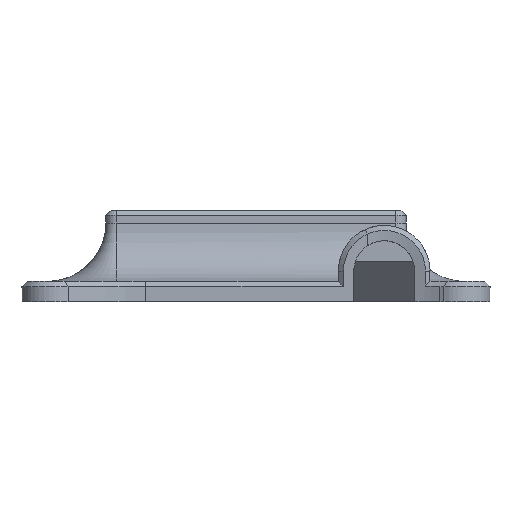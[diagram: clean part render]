
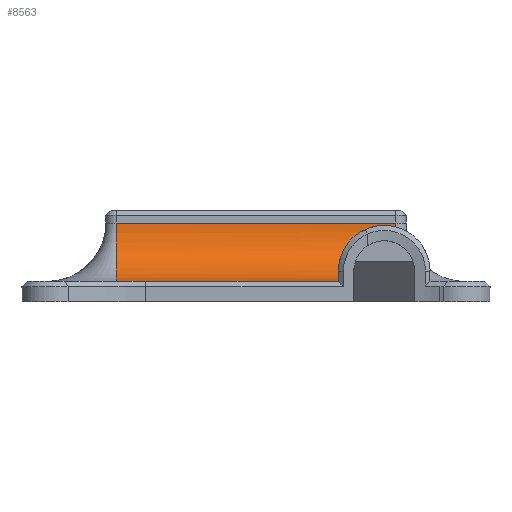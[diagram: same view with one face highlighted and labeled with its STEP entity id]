
A CAD part, left-side view. The second image highlights one B-rep face of the part: STEP entity #8563.
In plain terms, the highlighted cylindrical face has radius 5.74 mm (diameter 11.48 mm), a partial arc.
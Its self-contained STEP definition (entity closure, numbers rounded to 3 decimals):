
#2536 = PLANE('',#2537);
#2537 = AXIS2_PLACEMENT_3D('',#2538,#2539,#2540);
#2538 = CARTESIAN_POINT('',(25.25,18.,8.3));
#2539 = DIRECTION('',(0.,0.,1.));
#2540 = DIRECTION('',(1.,0.,0.));
#6097 = PLANE('',#6098);
#6098 = AXIS2_PLACEMENT_3D('',#6099,#6100,#6101);
#6099 = CARTESIAN_POINT('',(12.577,9.4,8.021));
#6100 = DIRECTION('',(0.5,0.707,0.5));
#6101 = DIRECTION('',(0.707,0.,-0.707
    ));
#6137 = VERTEX_POINT('',#6138);
#6138 = CARTESIAN_POINT('',(12.01,9.604,8.3));
#6159 = EDGE_CURVE('',#6160,#6137,#6162,.T.);
#6160 = VERTEX_POINT('',#6161);
#6161 = CARTESIAN_POINT('',(12.01,31.75,8.3));
#6162 = SURFACE_CURVE('',#6163,(#6167,#6174),.PCURVE_S1.);
#6163 = LINE('',#6164,#6165);
#6164 = CARTESIAN_POINT('',(12.01,31.75,8.3));
#6165 = VECTOR('',#6166,1.);
#6166 = DIRECTION('',(-0.,-1.,-0.));
#6167 = PCURVE('',#2536,#6168);
#6168 = DEFINITIONAL_REPRESENTATION('',(#6169),#6173);
#6169 = LINE('',#6170,#6171);
#6170 = CARTESIAN_POINT('',(-13.24,13.75));
#6171 = VECTOR('',#6172,1.);
#6172 = DIRECTION('',(0.,-1.));
#6173 = ( GEOMETRIC_REPRESENTATION_CONTEXT(2) 
PARAMETRIC_REPRESENTATION_CONTEXT() REPRESENTATION_CONTEXT('2D SPACE',''
  ) );
#6174 = PCURVE('',#6175,#6180);
#6175 = CYLINDRICAL_SURFACE('',#6176,5.74);
#6176 = AXIS2_PLACEMENT_3D('',#6177,#6178,#6179);
#6177 = CARTESIAN_POINT('',(12.01,31.75,14.04));
#6178 = DIRECTION('',(-0.,-1.,-0.));
#6179 = DIRECTION('',(0.,0.,-1.));
#6180 = DEFINITIONAL_REPRESENTATION('',(#6181),#6185);
#6181 = LINE('',#6182,#6183);
#6182 = CARTESIAN_POINT('',(0.,0.));
#6183 = VECTOR('',#6184,1.);
#6184 = DIRECTION('',(0.,1.));
#6185 = ( GEOMETRIC_REPRESENTATION_CONTEXT(2) 
PARAMETRIC_REPRESENTATION_CONTEXT() REPRESENTATION_CONTEXT('2D SPACE',''
  ) );
#6204 = TOROIDAL_SURFACE('',#6205,6.74,5.74);
#6205 = AXIS2_PLACEMENT_3D('',#6206,#6207,#6208);
#6206 = CARTESIAN_POINT('',(18.75,31.75,14.04));
#6207 = DIRECTION('',(-0.,-0.,-1.));
#6208 = DIRECTION('',(0.,1.,0.));
#6616 = TOROIDAL_SURFACE('',#6617,6.74,5.74);
#6617 = AXIS2_PLACEMENT_3D('',#6618,#6619,#6620);
#6618 = CARTESIAN_POINT('',(18.75,4.25,14.04));
#6619 = DIRECTION('',(-0.,-0.,-1.));
#6620 = DIRECTION('',(-1.,0.,0.));
#8487 = EDGE_CURVE('',#8488,#6137,#8490,.T.);
#8488 = VERTEX_POINT('',#8489);
#8489 = CARTESIAN_POINT('',(12.931,8.9,8.374));
#8490 = SURFACE_CURVE('',#8491,(#8496,#8503),.PCURVE_S1.);
#8491 = ELLIPSE('',#8492,8.118,5.74);
#8492 = AXIS2_PLACEMENT_3D('',#8493,#8494,#8495);
#8493 = CARTESIAN_POINT('',(12.01,5.545,14.04));
#8494 = DIRECTION('',(0.5,0.707,0.5));
#8495 = DIRECTION('',(0.5,-0.707,0.5));
#8496 = PCURVE('',#6097,#8497);
#8497 = DEFINITIONAL_REPRESENTATION('',(#8498),#8502);
#8498 = ELLIPSE('',#8499,8.118,5.74);
#8499 = AXIS2_PLACEMENT_2D('',#8500,#8501);
#8500 = CARTESIAN_POINT('',(-4.657,-5.452));
#8501 = DIRECTION('',(0.,-1.));
#8502 = ( GEOMETRIC_REPRESENTATION_CONTEXT(2) 
PARAMETRIC_REPRESENTATION_CONTEXT() REPRESENTATION_CONTEXT('2D SPACE',''
  ) );
#8503 = PCURVE('',#6175,#8504);
#8504 = DEFINITIONAL_REPRESENTATION('',(#8505),#8512);
#8505 = B_SPLINE_CURVE_WITH_KNOTS('',5,(#8506,#8507,#8508,#8509,#8510,
    #8511),.UNSPECIFIED.,.F.,.F.,(6,6),(2.195,2.356),
  .PIECEWISE_BEZIER_KNOTS.);
#8506 = CARTESIAN_POINT('',(0.161,22.85));
#8507 = CARTESIAN_POINT('',(0.129,22.7));
#8508 = CARTESIAN_POINT('',(0.097,22.554));
#8509 = CARTESIAN_POINT('',(0.064,22.413));
#8510 = CARTESIAN_POINT('',(0.032,22.277));
#8511 = CARTESIAN_POINT('',(0.,22.146));
#8512 = ( GEOMETRIC_REPRESENTATION_CONTEXT(2) 
PARAMETRIC_REPRESENTATION_CONTEXT() REPRESENTATION_CONTEXT('2D SPACE',''
  ) );
#8530 = PLANE('',#8531);
#8531 = AXIS2_PLACEMENT_3D('',#8532,#8533,#8534);
#8532 = CARTESIAN_POINT('',(13.776,0.9,7.529));
#8533 = DIRECTION('',(0.707,0.,0.707));
#8534 = DIRECTION('',(-0.707,0.,0.707));
#8563 = ADVANCED_FACE('',(#8564),#6175,.F.);
#8564 = FACE_BOUND('',#8565,.F.);
#8565 = EDGE_LOOP('',(#8566,#8567,#8591,#8619,#8643,#8664));
#8566 = ORIENTED_EDGE('',*,*,#6159,.F.);
#8567 = ORIENTED_EDGE('',*,*,#8568,.T.);
#8568 = EDGE_CURVE('',#6160,#8569,#8571,.T.);
#8569 = VERTEX_POINT('',#8570);
#8570 = CARTESIAN_POINT('',(17.75,31.75,14.04));
#8571 = SURFACE_CURVE('',#8572,(#8577,#8584),.PCURVE_S1.);
#8572 = CIRCLE('',#8573,5.74);
#8573 = AXIS2_PLACEMENT_3D('',#8574,#8575,#8576);
#8574 = CARTESIAN_POINT('',(12.01,31.75,14.04));
#8575 = DIRECTION('',(0.,-1.,-0.));
#8576 = DIRECTION('',(-1.,0.,0.));
#8577 = PCURVE('',#6175,#8578);
#8578 = DEFINITIONAL_REPRESENTATION('',(#8579),#8583);
#8579 = LINE('',#8580,#8581);
#8580 = CARTESIAN_POINT('',(-1.571,0.));
#8581 = VECTOR('',#8582,1.);
#8582 = DIRECTION('',(1.,0.));
#8583 = ( GEOMETRIC_REPRESENTATION_CONTEXT(2) 
PARAMETRIC_REPRESENTATION_CONTEXT() REPRESENTATION_CONTEXT('2D SPACE',''
  ) );
#8584 = PCURVE('',#6204,#8585);
#8585 = DEFINITIONAL_REPRESENTATION('',(#8586),#8590);
#8586 = LINE('',#8587,#8588);
#8587 = CARTESIAN_POINT('',(-1.571,0.));
#8588 = VECTOR('',#8589,1.);
#8589 = DIRECTION('',(-0.,1.));
#8590 = ( GEOMETRIC_REPRESENTATION_CONTEXT(2) 
PARAMETRIC_REPRESENTATION_CONTEXT() REPRESENTATION_CONTEXT('2D SPACE',''
  ) );
#8591 = ORIENTED_EDGE('',*,*,#8592,.T.);
#8592 = EDGE_CURVE('',#8569,#8593,#8595,.T.);
#8593 = VERTEX_POINT('',#8594);
#8594 = CARTESIAN_POINT('',(17.75,4.25,14.04));
#8595 = SURFACE_CURVE('',#8596,(#8600,#8607),.PCURVE_S1.);
#8596 = LINE('',#8597,#8598);
#8597 = CARTESIAN_POINT('',(17.75,31.75,14.04));
#8598 = VECTOR('',#8599,1.);
#8599 = DIRECTION('',(-0.,-1.,-0.));
#8600 = PCURVE('',#6175,#8601);
#8601 = DEFINITIONAL_REPRESENTATION('',(#8602),#8606);
#8602 = LINE('',#8603,#8604);
#8603 = CARTESIAN_POINT('',(1.571,0.));
#8604 = VECTOR('',#8605,1.);
#8605 = DIRECTION('',(0.,1.));
#8606 = ( GEOMETRIC_REPRESENTATION_CONTEXT(2) 
PARAMETRIC_REPRESENTATION_CONTEXT() REPRESENTATION_CONTEXT('2D SPACE',''
  ) );
#8607 = PCURVE('',#8608,#8613);
#8608 = PLANE('',#8609);
#8609 = AXIS2_PLACEMENT_3D('',#8610,#8611,#8612);
#8610 = CARTESIAN_POINT('',(17.75,3.25,8.3));
#8611 = DIRECTION('',(-1.,0.,0.));
#8612 = DIRECTION('',(0.,1.,0.));
#8613 = DEFINITIONAL_REPRESENTATION('',(#8614),#8618);
#8614 = LINE('',#8615,#8616);
#8615 = CARTESIAN_POINT('',(28.5,-5.74));
#8616 = VECTOR('',#8617,1.);
#8617 = DIRECTION('',(-1.,0.));
#8618 = ( GEOMETRIC_REPRESENTATION_CONTEXT(2) 
PARAMETRIC_REPRESENTATION_CONTEXT() REPRESENTATION_CONTEXT('2D SPACE',''
  ) );
#8619 = ORIENTED_EDGE('',*,*,#8620,.F.);
#8620 = EDGE_CURVE('',#8621,#8593,#8623,.T.);
#8621 = VERTEX_POINT('',#8622);
#8622 = CARTESIAN_POINT('',(12.931,4.25,8.374));
#8623 = SURFACE_CURVE('',#8624,(#8629,#8636),.PCURVE_S1.);
#8624 = CIRCLE('',#8625,5.74);
#8625 = AXIS2_PLACEMENT_3D('',#8626,#8627,#8628);
#8626 = CARTESIAN_POINT('',(12.01,4.25,14.04));
#8627 = DIRECTION('',(0.,-1.,0.));
#8628 = DIRECTION('',(0.,0.,-1.));
#8629 = PCURVE('',#6175,#8630);
#8630 = DEFINITIONAL_REPRESENTATION('',(#8631),#8635);
#8631 = LINE('',#8632,#8633);
#8632 = CARTESIAN_POINT('',(0.,27.5));
#8633 = VECTOR('',#8634,1.);
#8634 = DIRECTION('',(1.,0.));
#8635 = ( GEOMETRIC_REPRESENTATION_CONTEXT(2) 
PARAMETRIC_REPRESENTATION_CONTEXT() REPRESENTATION_CONTEXT('2D SPACE',''
  ) );
#8636 = PCURVE('',#6616,#8637);
#8637 = DEFINITIONAL_REPRESENTATION('',(#8638),#8642);
#8638 = LINE('',#8639,#8640);
#8639 = CARTESIAN_POINT('',(-0.,1.571));
#8640 = VECTOR('',#8641,1.);
#8641 = DIRECTION('',(-0.,1.));
#8642 = ( GEOMETRIC_REPRESENTATION_CONTEXT(2) 
PARAMETRIC_REPRESENTATION_CONTEXT() REPRESENTATION_CONTEXT('2D SPACE',''
  ) );
#8643 = ORIENTED_EDGE('',*,*,#8644,.F.);
#8644 = EDGE_CURVE('',#8488,#8621,#8645,.T.);
#8645 = SURFACE_CURVE('',#8646,(#8650,#8657),.PCURVE_S1.);
#8646 = LINE('',#8647,#8648);
#8647 = CARTESIAN_POINT('',(12.931,31.75,8.374));
#8648 = VECTOR('',#8649,1.);
#8649 = DIRECTION('',(-0.,-1.,-0.));
#8650 = PCURVE('',#6175,#8651);
#8651 = DEFINITIONAL_REPRESENTATION('',(#8652),#8656);
#8652 = LINE('',#8653,#8654);
#8653 = CARTESIAN_POINT('',(0.161,0.));
#8654 = VECTOR('',#8655,1.);
#8655 = DIRECTION('',(0.,1.));
#8656 = ( GEOMETRIC_REPRESENTATION_CONTEXT(2) 
PARAMETRIC_REPRESENTATION_CONTEXT() REPRESENTATION_CONTEXT('2D SPACE',''
  ) );
#8657 = PCURVE('',#8530,#8658);
#8658 = DEFINITIONAL_REPRESENTATION('',(#8659),#8663);
#8659 = LINE('',#8660,#8661);
#8660 = CARTESIAN_POINT('',(1.195,-30.85));
#8661 = VECTOR('',#8662,1.);
#8662 = DIRECTION('',(0.,1.));
#8663 = ( GEOMETRIC_REPRESENTATION_CONTEXT(2) 
PARAMETRIC_REPRESENTATION_CONTEXT() REPRESENTATION_CONTEXT('2D SPACE',''
  ) );
#8664 = ORIENTED_EDGE('',*,*,#8487,.T.);
